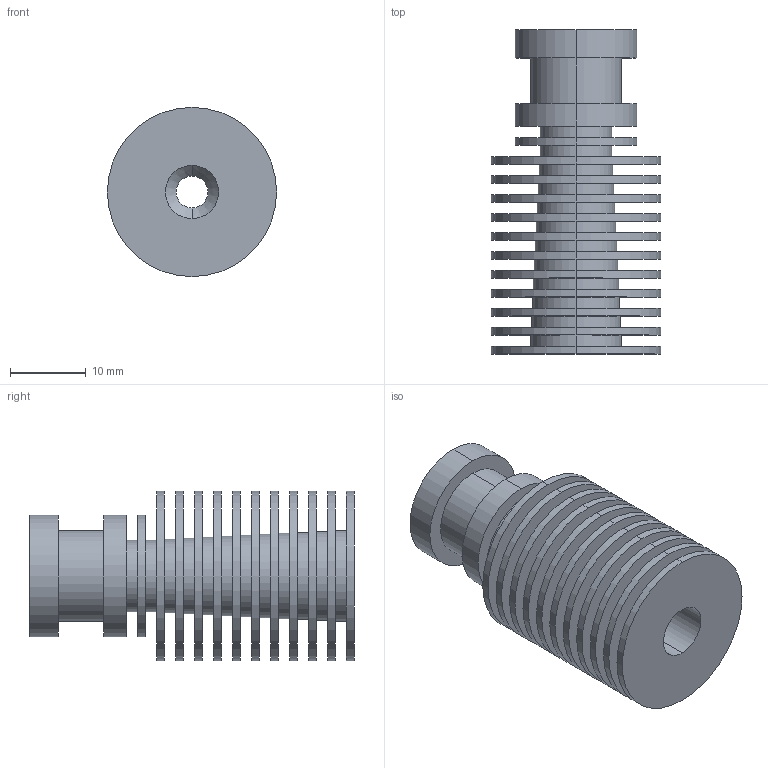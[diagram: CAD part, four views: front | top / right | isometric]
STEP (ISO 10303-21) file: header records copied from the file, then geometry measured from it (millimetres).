
FILE_DESCRIPTION (( 'STEP AP214' ), '1' );
FILE_NAME ('e3d heatsink.step', '2019-11-11T12:25:51', ( '' ), ( '' ), 'SwSTEP 2.0', 'SolidWorks 2019', '' );
FILE_SCHEMA (( 'AUTOMOTIVE_DESIGN' ));
Length unit declared in the file: millimetre
Products named in the file (1): e3d heatsink
Bounding box: 22.3 x 42.7 x 22.3 mm (x, y, z)
Volume: 6928.4 mm3; surface area: 10137.6 mm2
Topology: 1 solids, 1 shells, 92 faces, 184 edges, 120 vertices
Faces by surface type: cylinder 60, plane 28, cone 4
Entity records: 2482 total; most frequent: DIRECTION 490, CARTESIAN_POINT 397, ORIENTED_EDGE 368, AXIS2_PLACEMENT_3D 213, EDGE_CURVE 184, EDGE_LOOP 120, CIRCLE 120, VERTEX_POINT 120
